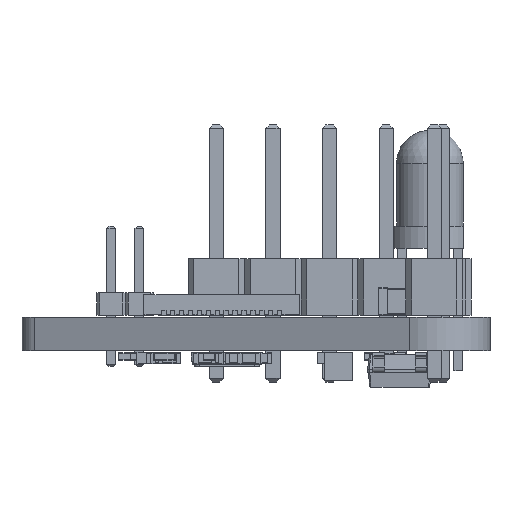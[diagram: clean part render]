
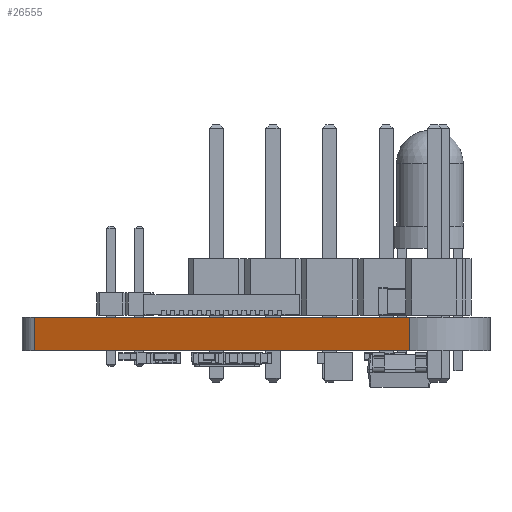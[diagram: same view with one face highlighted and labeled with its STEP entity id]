
A CAD part, left-side view. The second image highlights one B-rep face of the part: STEP entity #26555.
In plain terms, the highlighted planar face has unit normal (-0.928, 0.373, 0).
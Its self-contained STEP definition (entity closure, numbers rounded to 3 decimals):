
#25434 = VERTEX_POINT('',#25435);
#25435 = CARTESIAN_POINT('',(130.106,-76.553,0.));
#25442 = EDGE_CURVE('',#25443,#25434,#25445,.T.);
#25443 = VERTEX_POINT('',#25444);
#25444 = CARTESIAN_POINT('',(123.338,-93.382,0.));
#25445 = LINE('',#25446,#25447);
#25446 = CARTESIAN_POINT('',(123.338,-93.382,0.));
#25447 = VECTOR('',#25448,1.);
#25448 = DIRECTION('',(0.373,0.928,0.));
#25981 = VERTEX_POINT('',#25982);
#25982 = CARTESIAN_POINT('',(130.106,-76.553,1.51));
#25989 = EDGE_CURVE('',#25990,#25981,#25992,.T.);
#25990 = VERTEX_POINT('',#25991);
#25991 = CARTESIAN_POINT('',(123.338,-93.382,1.51));
#25992 = LINE('',#25993,#25994);
#25993 = CARTESIAN_POINT('',(123.338,-93.382,1.51));
#25994 = VECTOR('',#25995,1.);
#25995 = DIRECTION('',(0.373,0.928,0.));
#26525 = EDGE_CURVE('',#25434,#25981,#26526,.T.);
#26526 = LINE('',#26527,#26528);
#26527 = CARTESIAN_POINT('',(130.106,-76.553,0.));
#26528 = VECTOR('',#26529,1.);
#26529 = DIRECTION('',(0.,0.,1.));
#26555 = ADVANCED_FACE('',(#26556),#26567,.T.);
#26556 = FACE_BOUND('',#26557,.T.);
#26557 = EDGE_LOOP('',(#26558,#26564,#26565,#26566));
#26558 = ORIENTED_EDGE('',*,*,#26559,.T.);
#26559 = EDGE_CURVE('',#25443,#25990,#26560,.T.);
#26560 = LINE('',#26561,#26562);
#26561 = CARTESIAN_POINT('',(123.338,-93.382,0.));
#26562 = VECTOR('',#26563,1.);
#26563 = DIRECTION('',(0.,0.,1.));
#26564 = ORIENTED_EDGE('',*,*,#25989,.T.);
#26565 = ORIENTED_EDGE('',*,*,#26525,.F.);
#26566 = ORIENTED_EDGE('',*,*,#25442,.F.);
#26567 = PLANE('',#26568);
#26568 = AXIS2_PLACEMENT_3D('',#26569,#26570,#26571);
#26569 = CARTESIAN_POINT('',(123.338,-93.382,0.));
#26570 = DIRECTION('',(-0.928,0.373,0.));
#26571 = DIRECTION('',(0.373,0.928,0.));
